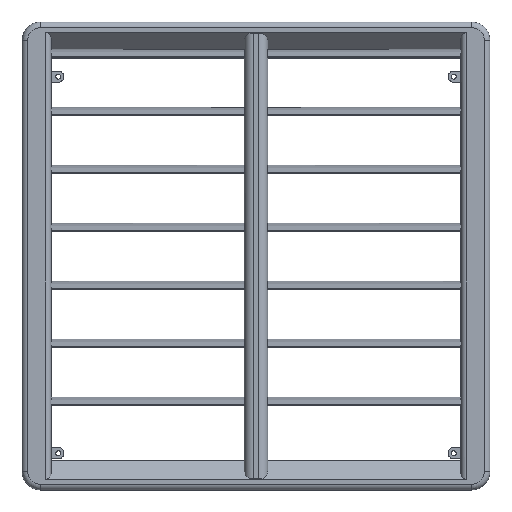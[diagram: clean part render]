
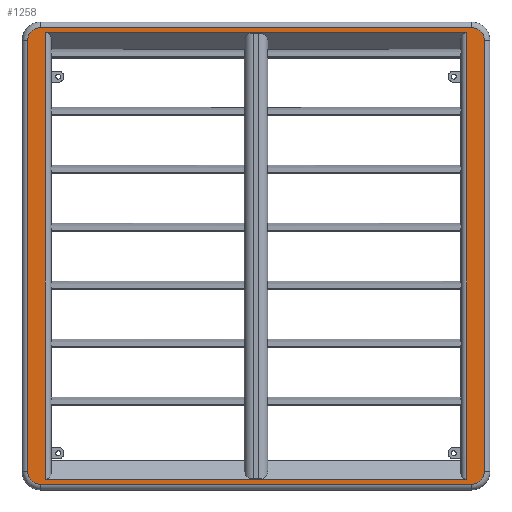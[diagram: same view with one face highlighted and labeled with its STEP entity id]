
A CAD part, top view. The second image highlights one B-rep face of the part: STEP entity #1258.
In plain terms, the highlighted planar face has unit normal (0, 0, 1).
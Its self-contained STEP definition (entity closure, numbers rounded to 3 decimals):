
#11 = DIRECTION ( 'NONE',  ( 0., 0., 1. ) ) ;
#126 = LINE ( 'NONE', #6619, #2751 ) ;
#127 = VERTEX_POINT ( 'NONE', #1628 ) ;
#149 = AXIS2_PLACEMENT_3D ( 'NONE', #896, #5624, #5107 ) ;
#332 = PLANE ( 'NONE',  #1158 ) ;
#379 = VECTOR ( 'NONE', #6423, 1000. ) ;
#485 = DIRECTION ( 'NONE',  ( -1., 0., 0. ) ) ;
#569 = DIRECTION ( 'NONE',  ( -1., 0., 0. ) ) ;
#601 = VERTEX_POINT ( 'NONE', #5079 ) ;
#662 = CARTESIAN_POINT ( 'NONE',  ( -193.5, -205., 20. ) ) ;
#711 = VERTEX_POINT ( 'NONE', #6757 ) ;
#712 = VECTOR ( 'NONE', #4545, 1000. ) ;
#713 = CARTESIAN_POINT ( 'NONE',  ( -205., -193.5, 20. ) ) ;
#816 = CARTESIAN_POINT ( 'NONE',  ( 193.5, -205., 20. ) ) ;
#835 = AXIS2_PLACEMENT_3D ( 'NONE', #1119, #5988, #485 ) ;
#859 = DIRECTION ( 'NONE',  ( 1., 0., 0. ) ) ;
#896 = CARTESIAN_POINT ( 'NONE',  ( 193.5, 193.5, 20. ) ) ;
#928 = LINE ( 'NONE', #4644, #5869 ) ;
#1034 = VERTEX_POINT ( 'NONE', #5011 ) ;
#1098 = LINE ( 'NONE', #5902, #6011 ) ;
#1119 = CARTESIAN_POINT ( 'NONE',  ( 193.5, -193.5, 20. ) ) ;
#1124 = EDGE_CURVE ( 'NONE', #2493, #2728, #1744, .T. ) ;
#1158 = AXIS2_PLACEMENT_3D ( 'NONE', #6720, #1912, #4687 ) ;
#1177 = EDGE_CURVE ( 'NONE', #601, #1034, #3754, .T. ) ;
#1250 = EDGE_CURVE ( 'NONE', #4748, #1676, #5178, .T. ) ;
#1258 = ADVANCED_FACE ( 'NONE', ( #2443, #3527 ), #332, .F. ) ;
#1283 = EDGE_CURVE ( 'NONE', #711, #127, #928, .T. ) ;
#1584 = ORIENTED_EDGE ( 'NONE', *, *, #1177, .T. ) ;
#1621 = ORIENTED_EDGE ( 'NONE', *, *, #2315, .T. ) ;
#1628 = CARTESIAN_POINT ( 'NONE',  ( 189., 200.5, 20. ) ) ;
#1676 = VERTEX_POINT ( 'NONE', #3621 ) ;
#1744 = LINE ( 'NONE', #1841, #6654 ) ;
#1841 = CARTESIAN_POINT ( 'NONE',  ( -205., 193.5, 20. ) ) ;
#1865 = EDGE_CURVE ( 'NONE', #2189, #601, #3202, .T. ) ;
#1912 = DIRECTION ( 'NONE',  ( 0., 0., -1. ) ) ;
#2082 = LINE ( 'NONE', #4230, #2985 ) ;
#2091 = ORIENTED_EDGE ( 'NONE', *, *, #5838, .T. ) ;
#2149 = CARTESIAN_POINT ( 'NONE',  ( 205., 193.5, 20. ) ) ;
#2153 = DIRECTION ( 'NONE',  ( -1., 0., 0. ) ) ;
#2179 = VERTEX_POINT ( 'NONE', #4105 ) ;
#2189 = VERTEX_POINT ( 'NONE', #4257 ) ;
#2238 = EDGE_CURVE ( 'NONE', #2525, #5287, #4290, .T. ) ;
#2315 = EDGE_CURVE ( 'NONE', #127, #5287, #126, .T. ) ;
#2343 = AXIS2_PLACEMENT_3D ( 'NONE', #5904, #11, #569 ) ;
#2443 = FACE_OUTER_BOUND ( 'NONE', #2752, .T. ) ;
#2493 = VERTEX_POINT ( 'NONE', #3606 ) ;
#2525 = VERTEX_POINT ( 'NONE', #5737 ) ;
#2563 = AXIS2_PLACEMENT_3D ( 'NONE', #6713, #6674, #5135 ) ;
#2704 = ORIENTED_EDGE ( 'NONE', *, *, #1124, .T. ) ;
#2728 = VERTEX_POINT ( 'NONE', #713 ) ;
#2746 = ORIENTED_EDGE ( 'NONE', *, *, #5956, .T. ) ;
#2751 = VECTOR ( 'NONE', #4971, 1000. ) ;
#2752 = EDGE_LOOP ( 'NONE', ( #4950, #2746, #2704, #2091, #4061, #2812, #5595, #1584 ) ) ;
#2812 = ORIENTED_EDGE ( 'NONE', *, *, #3452, .T. ) ;
#2968 = EDGE_LOOP ( 'NONE', ( #6671, #1621, #3146, #3715 ) ) ;
#2985 = VECTOR ( 'NONE', #6360, 1000. ) ;
#3146 = ORIENTED_EDGE ( 'NONE', *, *, #2238, .F. ) ;
#3202 = LINE ( 'NONE', #2149, #379 ) ;
#3452 = EDGE_CURVE ( 'NONE', #1676, #2189, #3648, .T. ) ;
#3527 = FACE_BOUND ( 'NONE', #2968, .T. ) ;
#3606 = CARTESIAN_POINT ( 'NONE',  ( -205., 193.5, 20. ) ) ;
#3621 = CARTESIAN_POINT ( 'NONE',  ( 193.5, -205., 20. ) ) ;
#3648 = CIRCLE ( 'NONE', #835, 11.5 ) ;
#3715 = ORIENTED_EDGE ( 'NONE', *, *, #4829, .T. ) ;
#3754 = CIRCLE ( 'NONE', #149, 11.5 ) ;
#4061 = ORIENTED_EDGE ( 'NONE', *, *, #1250, .T. ) ;
#4105 = CARTESIAN_POINT ( 'NONE',  ( -193.5, 205., 20. ) ) ;
#4230 = CARTESIAN_POINT ( 'NONE',  ( -189., 200.5, 20. ) ) ;
#4257 = CARTESIAN_POINT ( 'NONE',  ( 205., -193.5, 20. ) ) ;
#4290 = LINE ( 'NONE', #5984, #4988 ) ;
#4545 = DIRECTION ( 'NONE',  ( 1., 0., 0. ) ) ;
#4644 = CARTESIAN_POINT ( 'NONE',  ( -184., 200.5, 20. ) ) ;
#4687 = DIRECTION ( 'NONE',  ( -1., 0., 0. ) ) ;
#4748 = VERTEX_POINT ( 'NONE', #662 ) ;
#4807 = EDGE_CURVE ( 'NONE', #1034, #2179, #1098, .T. ) ;
#4829 = EDGE_CURVE ( 'NONE', #2525, #711, #2082, .T. ) ;
#4950 = ORIENTED_EDGE ( 'NONE', *, *, #4807, .T. ) ;
#4971 = DIRECTION ( 'NONE',  ( 0., -1., 0. ) ) ;
#4988 = VECTOR ( 'NONE', #6489, 1000. ) ;
#5011 = CARTESIAN_POINT ( 'NONE',  ( 193.5, 205., 20. ) ) ;
#5079 = CARTESIAN_POINT ( 'NONE',  ( 205., 193.5, 20. ) ) ;
#5107 = DIRECTION ( 'NONE',  ( -1., 0., 0. ) ) ;
#5135 = DIRECTION ( 'NONE',  ( -1., 0., 0. ) ) ;
#5178 = LINE ( 'NONE', #816, #712 ) ;
#5287 = VERTEX_POINT ( 'NONE', #5568 ) ;
#5568 = CARTESIAN_POINT ( 'NONE',  ( 189., -200.5, 20. ) ) ;
#5595 = ORIENTED_EDGE ( 'NONE', *, *, #1865, .T. ) ;
#5624 = DIRECTION ( 'NONE',  ( 0., 0., 1. ) ) ;
#5737 = CARTESIAN_POINT ( 'NONE',  ( -189., -200.5, 20. ) ) ;
#5838 = EDGE_CURVE ( 'NONE', #2728, #4748, #6368, .T. ) ;
#5869 = VECTOR ( 'NONE', #859, 1000. ) ;
#5902 = CARTESIAN_POINT ( 'NONE',  ( 193.5, 205., 20. ) ) ;
#5904 = CARTESIAN_POINT ( 'NONE',  ( -193.5, 193.5, 20. ) ) ;
#5956 = EDGE_CURVE ( 'NONE', #2179, #2493, #6487, .T. ) ;
#5984 = CARTESIAN_POINT ( 'NONE',  ( -184., -200.5, 20. ) ) ;
#5988 = DIRECTION ( 'NONE',  ( 0., 0., 1. ) ) ;
#6011 = VECTOR ( 'NONE', #2153, 1000. ) ;
#6360 = DIRECTION ( 'NONE',  ( 0., 1., 0. ) ) ;
#6368 = CIRCLE ( 'NONE', #2563, 11.5 ) ;
#6423 = DIRECTION ( 'NONE',  ( 0., 1., 0. ) ) ;
#6487 = CIRCLE ( 'NONE', #2343, 11.5 ) ;
#6489 = DIRECTION ( 'NONE',  ( 1., 0., 0. ) ) ;
#6586 = DIRECTION ( 'NONE',  ( 0., -1., 0. ) ) ;
#6619 = CARTESIAN_POINT ( 'NONE',  ( 189., -200.5, 20. ) ) ;
#6654 = VECTOR ( 'NONE', #6586, 1000. ) ;
#6671 = ORIENTED_EDGE ( 'NONE', *, *, #1283, .T. ) ;
#6674 = DIRECTION ( 'NONE',  ( 0., 0., 1. ) ) ;
#6713 = CARTESIAN_POINT ( 'NONE',  ( -193.5, -193.5, 20. ) ) ;
#6720 = CARTESIAN_POINT ( 'NONE',  ( 193.5, 193.5, 20. ) ) ;
#6757 = CARTESIAN_POINT ( 'NONE',  ( -189., 200.5, 20. ) ) ;
